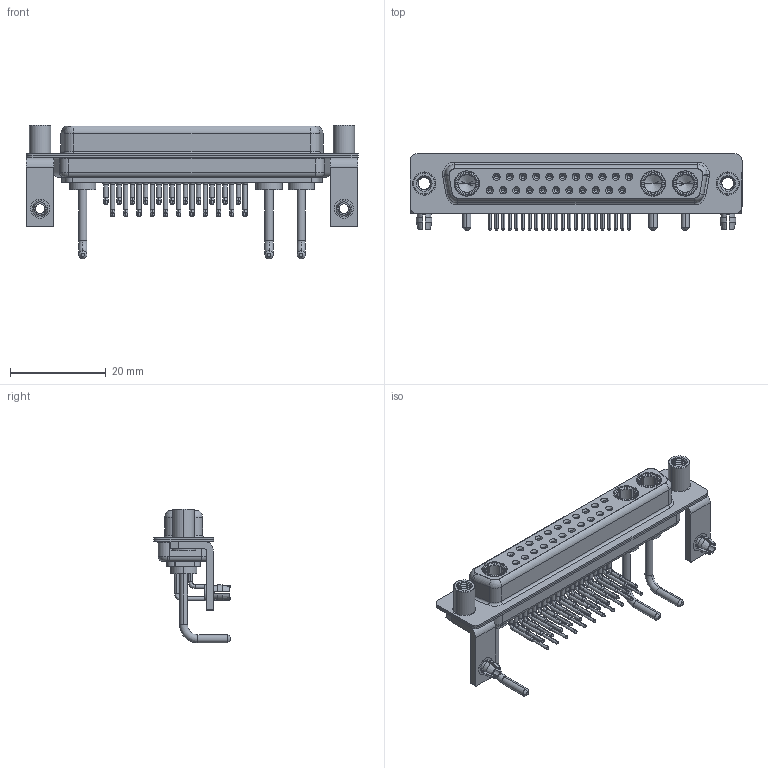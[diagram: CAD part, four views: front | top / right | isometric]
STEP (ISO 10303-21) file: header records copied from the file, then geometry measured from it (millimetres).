
FILE_DESCRIPTION (( 'STEP AP203' ), '1' );
FILE_NAME ('630-25W3650-1ND.STEP', '2022-06-07T09:13:08', ( '' ), ( '' ), 'SwSTEP 2.0', 'SolidWorks 2020', '' );
FILE_SCHEMA (( 'CONFIG_CONTROL_DESIGN' ));
Length unit declared in the file: millimetre
Products named in the file (10): 630Combo Shell Rear_37 Contacts; Power Socket_Ext 10A RA; 630Combo Shell Front_37 Contacts; 630Combo Threaded Standoff_D; 630Combo Contact Row 1; 630Combo Board Lock; 630Combo Contact Row 2; 630-25W3650-1ND; 630Combo Housing_25W3; 630Combo Stabilizer Bracket
Assembly tree (34 placements, depth 2):
  630-25W3650-1ND
    630Combo Housing_25W3
    630Combo Shell Front_37 Contacts
    630Combo Shell Rear_37 Contacts
    630Combo Stabilizer Bracket  x2
    630Combo Board Lock  x2
    630Combo Threaded Standoff_D  x2
    Power Socket_Ext 10A RA  x3
    630Combo Contact Row 1  x11
    630Combo Contact Row 2  x11
Bounding box: 69.4 x 16 x 27.98 mm (x, y, z)
Volume: 5971 mm3; surface area: 13812.3 mm2
Topology: 37 solids, 37 shells, 1869 faces, 4787 edges, 3034 vertices
Faces by surface type: cylinder 822, plane 554, cone 321, bspline 97, torus 75
Entity records: 27846 total; most frequent: CARTESIAN_POINT 6919, DIRECTION 4337, ORIENTED_EDGE 3818, EDGE_CURVE 1909, AXIS2_PLACEMENT_3D 1788, VERTEX_POINT 1223, CIRCLE 968, EDGE_LOOP 954
